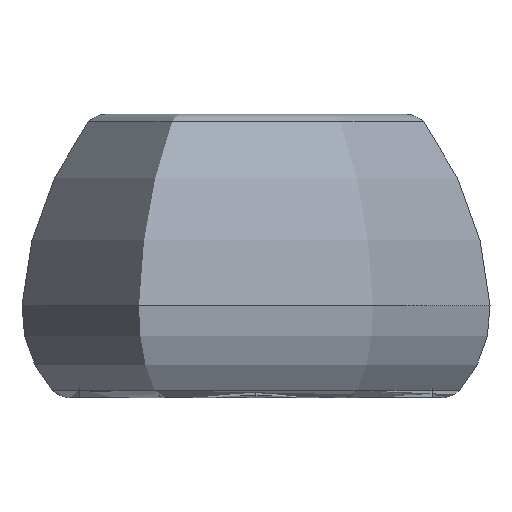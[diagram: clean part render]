
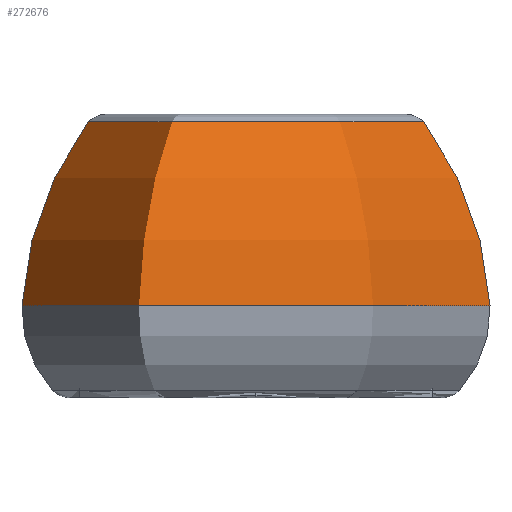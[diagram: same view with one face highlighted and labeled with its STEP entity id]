
A CAD part, front view. The second image highlights one B-rep face of the part: STEP entity #272676.
In plain terms, the highlighted toroidal (fillet/blend) face has major radius 139.656 mm and minor radius 445.268 mm.
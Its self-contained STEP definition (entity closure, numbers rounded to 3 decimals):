
#4383 = AXIS2_PLACEMENT_3D ( 'NONE', #368097, #144908, #405495 ) ;
#26886 = DIRECTION ( 'NONE',  ( 0., 0., 1. ) ) ;
#39071 = ORIENTED_EDGE ( 'NONE', *, *, #482062, .T. ) ;
#39155 = VERTEX_POINT ( 'NONE', #153696 ) ;
#49608 = AXIS2_PLACEMENT_3D ( 'NONE', #443281, #220380, #480763 ) ;
#58806 = DIRECTION ( 'NONE',  ( 1., 0., 0. ) ) ;
#78765 = DIRECTION ( 'NONE',  ( 0., 1., 0. ) ) ;
#91588 = AXIS2_PLACEMENT_3D ( 'NONE', #243102, #282255, #58806 ) ;
#144908 = DIRECTION ( 'NONE',  ( 0., -1., 0. ) ) ;
#153696 = CARTESIAN_POINT ( 'NONE',  ( -1236.582, -168.169, -52.82 ) ) ;
#169840 = ORIENTED_EDGE ( 'NONE', *, *, #243298, .T. ) ;
#177616 = EDGE_LOOP ( 'NONE', ( #403579, #169840, #39071, #352074 ) ) ;
#203640 = CIRCLE ( 'NONE', #4383, 445.268 ) ;
#220380 = DIRECTION ( 'NONE',  ( 0., 0., 1. ) ) ;
#236560 = FACE_OUTER_BOUND ( 'NONE', #177616, .T. ) ;
#243102 = CARTESIAN_POINT ( 'NONE',  ( -931.646, -168.169, -77.33 ) ) ;
#243298 = EDGE_CURVE ( 'NONE', #39155, #468956, #349473, .T. ) ;
#245994 = AXIS2_PLACEMENT_3D ( 'NONE', #250209, #26886, #287691 ) ;
#250209 = CARTESIAN_POINT ( 'NONE',  ( -931.646, -168.169, -52.82 ) ) ;
#272676 = ADVANCED_FACE ( 'NONE', ( #236560 ), #399559, .T. ) ;
#282255 = DIRECTION ( 'NONE',  ( 0., 0., 1. ) ) ;
#287691 = DIRECTION ( 'NONE',  ( 1., 0., 0. ) ) ;
#302127 = CARTESIAN_POINT ( 'NONE',  ( -791.99, -168.169, -77.33 ) ) ;
#315903 = CARTESIAN_POINT ( 'NONE',  ( -626.709, -168.169, -52.82 ) ) ;
#323944 = CIRCLE ( 'NONE', #49608, 218.562 ) ;
#339507 = DIRECTION ( 'NONE',  ( -1., 0., 0. ) ) ;
#349473 = CIRCLE ( 'NONE', #245994, 304.936 ) ;
#352074 = ORIENTED_EDGE ( 'NONE', *, *, #414948, .F. ) ;
#368097 = CARTESIAN_POINT ( 'NONE',  ( -1071.302, -168.169, -77.33 ) ) ;
#378707 = VERTEX_POINT ( 'NONE', #475021 ) ;
#393275 = CIRCLE ( 'NONE', #409528, 445.268 ) ;
#399559 = TOROIDAL_SURFACE ( 'NONE', #91588, -139.656, 445.268 ) ;
#403579 = ORIENTED_EDGE ( 'NONE', *, *, #469816, .F. ) ;
#405495 = DIRECTION ( 'NONE',  ( 0., 0., -1. ) ) ;
#406399 = CARTESIAN_POINT ( 'NONE',  ( -1150.208, -168.169, 187.138 ) ) ;
#409528 = AXIS2_PLACEMENT_3D ( 'NONE', #302127, #78765, #339507 ) ;
#414948 = EDGE_CURVE ( 'NONE', #445123, #378707, #323944, .T. ) ;
#443281 = CARTESIAN_POINT ( 'NONE',  ( -931.646, -168.169, 187.138 ) ) ;
#445123 = VERTEX_POINT ( 'NONE', #406399 ) ;
#468956 = VERTEX_POINT ( 'NONE', #315903 ) ;
#469816 = EDGE_CURVE ( 'NONE', #39155, #445123, #393275, .T. ) ;
#475021 = CARTESIAN_POINT ( 'NONE',  ( -713.084, -168.169, 187.138 ) ) ;
#480763 = DIRECTION ( 'NONE',  ( 1., 0., 0. ) ) ;
#482062 = EDGE_CURVE ( 'NONE', #468956, #378707, #203640, .T. ) ;
